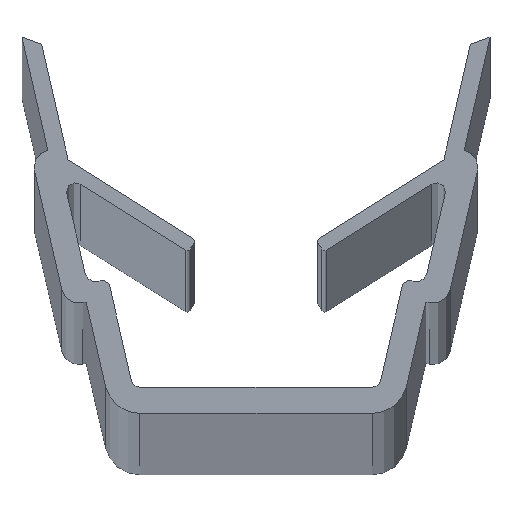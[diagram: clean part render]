
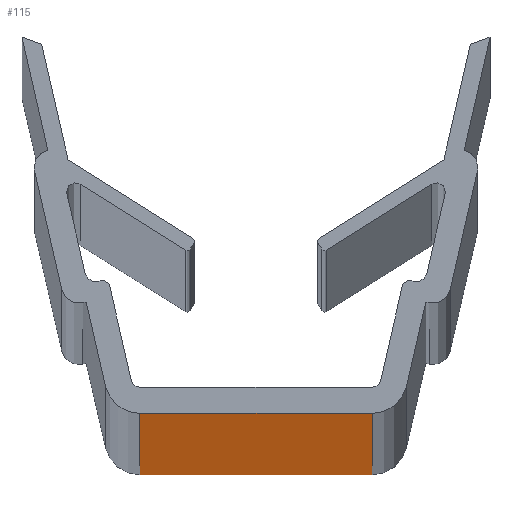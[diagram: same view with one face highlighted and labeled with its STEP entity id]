
A CAD part, top view. The second image highlights one B-rep face of the part: STEP entity #115.
In plain terms, the highlighted planar face has unit normal (0, -1, 0).
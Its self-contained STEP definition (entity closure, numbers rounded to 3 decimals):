
#115=ADVANCED_FACE('NONE',(#256),#257,.T.);
#256=FACE_OUTER_BOUND('',#420,.T.);
#257=PLANE('',#421);
#420=EDGE_LOOP('',(#765,#766,#767,#768));
#421=AXIS2_PLACEMENT_3D('',#769,#770,#771);
#765=ORIENTED_EDGE('',*,*,#1134,.T.);
#766=ORIENTED_EDGE('',*,*,#1177,.T.);
#767=ORIENTED_EDGE('',*,*,#1095,.F.);
#768=ORIENTED_EDGE('',*,*,#1178,.T.);
#769=CARTESIAN_POINT('',(-4.1,0.0,-1000.0));
#770=DIRECTION('',(0.0,-1.0,0.0));
#771=DIRECTION('',(0.0,0.0,-1.0));
#1095=EDGE_CURVE('NONE',#1349,#1351,#1352,.T.);
#1134=EDGE_CURVE('NONE',#1420,#1418,#1421,.T.);
#1177=EDGE_CURVE('NONE',#1418,#1351,#1480,.T.);
#1178=EDGE_CURVE('NONE',#1349,#1420,#1481,.T.);
#1349=VERTEX_POINT('NONE',#1684);
#1351=VERTEX_POINT('NONE',#1686);
#1352=LINE('',#1687,#1688);
#1418=VERTEX_POINT('NONE',#1775);
#1420=VERTEX_POINT('NONE',#1777);
#1421=LINE('',#1778,#1779);
#1480=LINE('',#1863,#1864);
#1481=LINE('',#1865,#1866);
#1684=CARTESIAN_POINT('',(3.303,0.0,-1000.0));
#1686=CARTESIAN_POINT('',(-3.303,0.0,-1000.0));
#1687=CARTESIAN_POINT('',(1.85,0.0,-1000.0));
#1688=VECTOR('',#2047,1000.0);
#1775=CARTESIAN_POINT('',(-3.303,0.0,0.0));
#1777=CARTESIAN_POINT('',(3.303,0.0,0.0));
#1778=CARTESIAN_POINT('',(1.85,0.0,0.0));
#1779=VECTOR('',#2114,1000.0);
#1863=CARTESIAN_POINT('',(-3.303,0.0,-1000.0));
#1864=VECTOR('',#2164,1000.0);
#1865=CARTESIAN_POINT('',(3.303,0.0,-1000.0));
#1866=VECTOR('',#2165,1000.0);
#2047=DIRECTION('',(-1.0,0.0,-0.0));
#2114=DIRECTION('',(-1.0,0.0,-0.0));
#2164=DIRECTION('',(0.0,-0.0,-1.0));
#2165=DIRECTION('',(-0.0,0.0,1.0));
